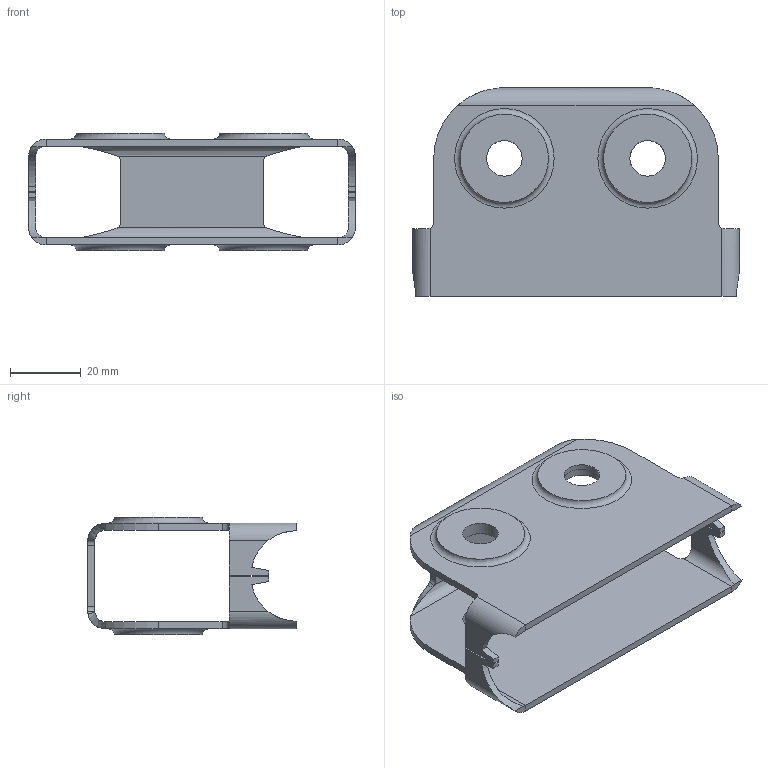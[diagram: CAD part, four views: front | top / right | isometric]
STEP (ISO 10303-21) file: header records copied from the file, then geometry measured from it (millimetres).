
FILE_DESCRIPTION (( 'STEP AP214' ), '1' );
FILE_NAME ('Practice2_RearShockAbsorbersAttachment_Ans.STEP', '2022-10-10T14:41:15', ( '' ), ( '' ), 'SwSTEP 2.0', 'SolidWorks 2022', '' );
FILE_SCHEMA (( 'AUTOMOTIVE_DESIGN' ));
Length unit declared in the file: millimetre
Products named in the file (1): Practice2_RearShockAbsorbersAttachment_Ans
Bounding box: 92.59 x 59 x 33.2 mm (x, y, z)
Volume: 23984 mm3; surface area: 23194.4 mm2
Topology: 1 solids, 1 shells, 104 faces, 258 edges, 160 vertices
Faces by surface type: plane 54, cylinder 34, bspline 12, torus 4
Full cylindrical faces by diameter (mm): 10.1 x6
Entity records: 3570 total; most frequent: CARTESIAN_POINT 1221, ORIENTED_EDGE 488, DIRECTION 438, EDGE_CURVE 244, AXIS2_PLACEMENT_3D 157, VERTEX_POINT 156, EDGE_LOOP 126, VECTOR 124
